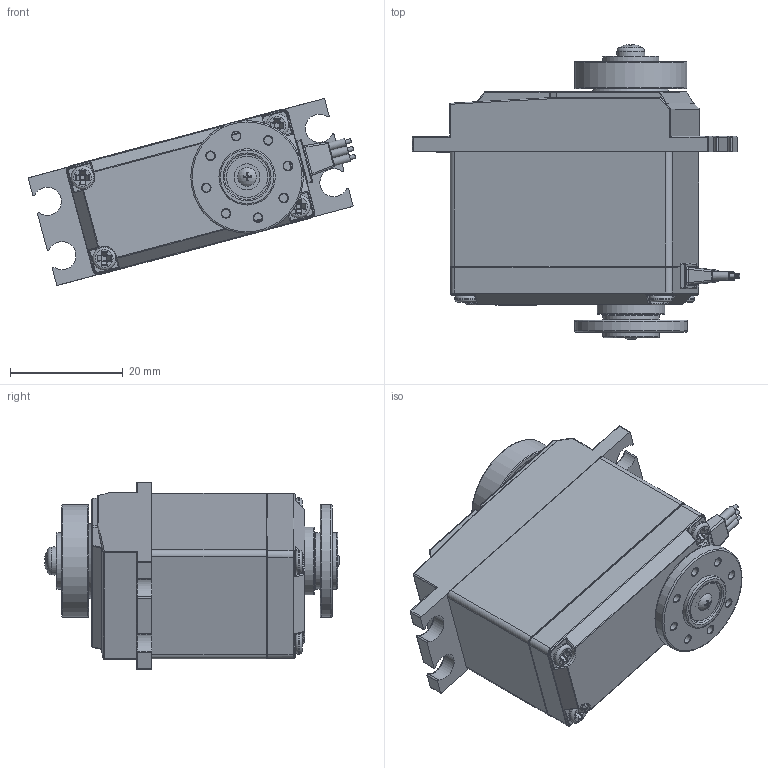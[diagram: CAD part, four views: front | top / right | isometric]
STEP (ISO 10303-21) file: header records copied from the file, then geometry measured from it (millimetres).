
FILE_DESCRIPTION(/* description */ (''),/* implementation_level */ '2;1');
FILE_NAME(/* name */ 'S901D.stp',/* time_stamp */ '2013-07-13T23:41:52+02:00',/* author */ ('Maurice'),/* organization */ (''),/* preprocessor_version */ 'ST-DEVELOPER v15.2',/* originating_system */ 'Autodesk Inventor 2014',/* authorisation */ '');
FILE_SCHEMA (('AUTOMOTIVE_DESIGN { 1 0 10303 214 3 1 1 }'));
Length unit declared in the file: millimetre
Products named in the file (12): bottom-plate; housing; top-plate; JIS B 1521 - 676 6x10x2,5x0,377; pinion; top-arm; bottom-arm; long-screw; wire; bottom-screw; ISO 7045 - M2,5 x 5 - 4.8 - HDIN EN ISO; S901D
Bounding box: 58.17 x 52.42 x 33.16 mm (x, y, z)
Volume: 13911.1 mm3; surface area: 18718.5 mm2
Topology: 27 solids, 27 shells, 1264 faces, 3191 edges, 1974 vertices
Faces by surface type: plane 500, cylinder 383, cone 151, bspline 126, torus 74, sphere 30
Full cylindrical faces by diameter (mm): 0.75 x3, 1.44 x2, 1.5 x17, 1.524 x1, 1.64 x64, 2 x13, 2.113 x1, 2.256 x1, 2.5 x1, 4.13 x4, 4.9 x1, 5 x3, 5.87 x1, 6 x2, 7.304 x2, 7.34 x1, 8 x1, 8.6 x1, 8.696 x2, 9.568 x1, 10 x5, 12 x1, 18 x1, 20 x2
Entity records: 39150 total; most frequent: CARTESIAN_POINT 14922, ORIENTED_EDGE 4940, DIRECTION 4893, EDGE_CURVE 2444, AXIS2_PLACEMENT_3D 1865, VERTEX_POINT 1582, EDGE_LOOP 1306, LINE 1163
